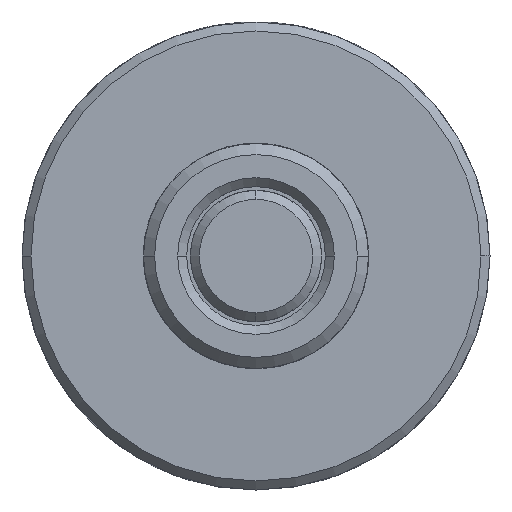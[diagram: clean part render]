
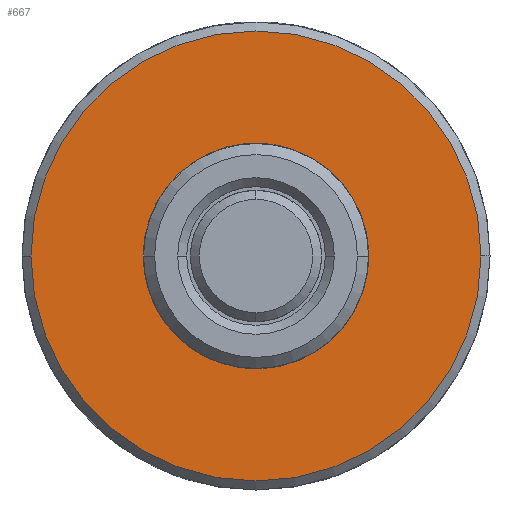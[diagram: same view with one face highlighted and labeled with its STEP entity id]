
A CAD part, left-side view. The second image highlights one B-rep face of the part: STEP entity #667.
In plain terms, the highlighted planar face has unit normal (-1, 0, 0).
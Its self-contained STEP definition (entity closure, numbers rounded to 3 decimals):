
#226 = VERTEX_POINT ( 'NONE', #2876 ) ;
#324 = AXIS2_PLACEMENT_3D ( 'NONE', #2511, #3783, #917 ) ;
#335 = DIRECTION ( 'NONE',  ( 0., 0., -1. ) ) ;
#552 = FACE_OUTER_BOUND ( 'NONE', #1756, .T. ) ;
#654 = DIRECTION ( 'NONE',  ( 1., 0., 0. ) ) ;
#658 = ORIENTED_EDGE ( 'NONE', *, *, #1247, .T. ) ;
#667 = ADVANCED_FACE ( 'NONE', ( #552, #1157 ), #1829, .F. ) ;
#694 = ORIENTED_EDGE ( 'NONE', *, *, #1312, .F. ) ;
#711 = AXIS2_PLACEMENT_3D ( 'NONE', #1785, #4013, #2791 ) ;
#917 = DIRECTION ( 'NONE',  ( 0., 0., -1. ) ) ;
#1157 = FACE_BOUND ( 'NONE', #2073, .T. ) ;
#1217 = ORIENTED_EDGE ( 'NONE', *, *, #3823, .T. ) ;
#1247 = EDGE_CURVE ( 'NONE', #3000, #2433, #1783, .T. ) ;
#1312 = EDGE_CURVE ( 'NONE', #226, #2242, #4056, .T. ) ;
#1317 = DIRECTION ( 'NONE',  ( 0., 0., -1. ) ) ;
#1530 = CARTESIAN_POINT ( 'NONE',  ( 16.764, 0., 0. ) ) ;
#1756 = EDGE_LOOP ( 'NONE', ( #694, #4103 ) ) ;
#1783 = CIRCLE ( 'NONE', #3383, 9.493 ) ;
#1785 = CARTESIAN_POINT ( 'NONE',  ( 16.764, 0., 0. ) ) ;
#1829 = PLANE ( 'NONE',  #711 ) ;
#2007 = CARTESIAN_POINT ( 'NONE',  ( 16.764, 0., 9.493 ) ) ;
#2073 = EDGE_LOOP ( 'NONE', ( #1217, #658 ) ) ;
#2186 = DIRECTION ( 'NONE',  ( 0., 0., -1. ) ) ;
#2190 = CIRCLE ( 'NONE', #324, 19.05 ) ;
#2242 = VERTEX_POINT ( 'NONE', #2334 ) ;
#2261 = AXIS2_PLACEMENT_3D ( 'NONE', #3497, #2571, #1317 ) ;
#2334 = CARTESIAN_POINT ( 'NONE',  ( 16.764, 0., -19.05 ) ) ;
#2433 = VERTEX_POINT ( 'NONE', #2776 ) ;
#2511 = CARTESIAN_POINT ( 'NONE',  ( 16.764, 0., 0. ) ) ;
#2571 = DIRECTION ( 'NONE',  ( 1., 0., 0. ) ) ;
#2776 = CARTESIAN_POINT ( 'NONE',  ( 16.764, 0., -9.493 ) ) ;
#2791 = DIRECTION ( 'NONE',  ( 0., 0., -1. ) ) ;
#2855 = DIRECTION ( 'NONE',  ( 1., 0., 0. ) ) ;
#2876 = CARTESIAN_POINT ( 'NONE',  ( 16.764, 0., 19.05 ) ) ;
#3000 = VERTEX_POINT ( 'NONE', #2007 ) ;
#3188 = EDGE_CURVE ( 'NONE', #2242, #226, #2190, .T. ) ;
#3383 = AXIS2_PLACEMENT_3D ( 'NONE', #3515, #654, #2186 ) ;
#3497 = CARTESIAN_POINT ( 'NONE',  ( 16.764, 0., 0. ) ) ;
#3515 = CARTESIAN_POINT ( 'NONE',  ( 16.764, 0., 0. ) ) ;
#3783 = DIRECTION ( 'NONE',  ( 1., 0., 0. ) ) ;
#3805 = CIRCLE ( 'NONE', #3871, 9.493 ) ;
#3823 = EDGE_CURVE ( 'NONE', #2433, #3000, #3805, .T. ) ;
#3871 = AXIS2_PLACEMENT_3D ( 'NONE', #1530, #2855, #335 ) ;
#4013 = DIRECTION ( 'NONE',  ( 1., 0., 0. ) ) ;
#4056 = CIRCLE ( 'NONE', #2261, 19.05 ) ;
#4103 = ORIENTED_EDGE ( 'NONE', *, *, #3188, .F. ) ;
